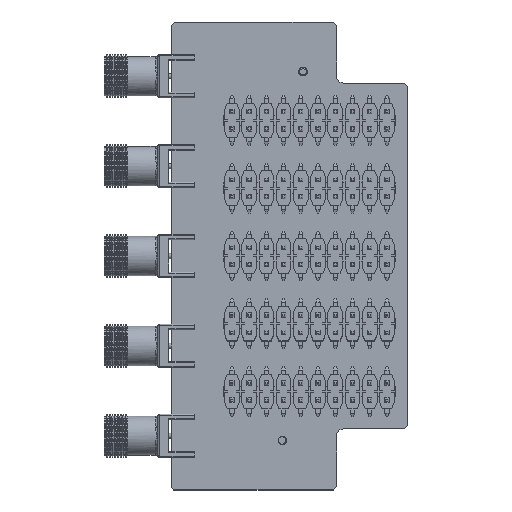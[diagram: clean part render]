
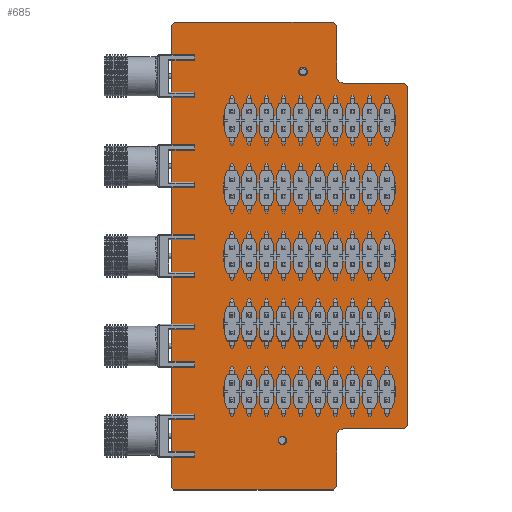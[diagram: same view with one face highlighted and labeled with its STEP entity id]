
A CAD part, top view. The second image highlights one B-rep face of the part: STEP entity #685.
In plain terms, the highlighted planar face has unit normal (0, 0, 1).
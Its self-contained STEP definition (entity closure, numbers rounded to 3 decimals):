
#96 = VERTEX_POINT('',#97);
#97 = CARTESIAN_POINT('',(-18.4,-2.6,1.558));
#103 = EDGE_CURVE('',#96,#104,#106,.T.);
#104 = VERTEX_POINT('',#105);
#105 = CARTESIAN_POINT('',(-18.4,65.5,1.558));
#106 = LINE('',#107,#108);
#107 = CARTESIAN_POINT('',(-18.4,-2.6,1.558));
#108 = VECTOR('',#109,1.);
#109 = DIRECTION('',(0.,1.,0.));
#134 = EDGE_CURVE('',#104,#135,#137,.T.);
#135 = VERTEX_POINT('',#136);
#136 = CARTESIAN_POINT('',(-17.9,66.,1.558));
#137 = LINE('',#138,#139);
#138 = CARTESIAN_POINT('',(-18.4,65.5,1.558));
#139 = VECTOR('',#140,1.);
#140 = DIRECTION('',(0.707,0.707,0.));
#165 = EDGE_CURVE('',#135,#166,#168,.T.);
#166 = VERTEX_POINT('',#167);
#167 = CARTESIAN_POINT('',(5.5,66.,1.558));
#168 = LINE('',#169,#170);
#169 = CARTESIAN_POINT('',(-17.9,66.,1.558));
#170 = VECTOR('',#171,1.);
#171 = DIRECTION('',(1.,0.,0.));
#196 = EDGE_CURVE('',#166,#197,#199,.T.);
#197 = VERTEX_POINT('',#198);
#198 = CARTESIAN_POINT('',(6.,65.5,1.558));
#199 = LINE('',#200,#201);
#200 = CARTESIAN_POINT('',(5.5,66.,1.558));
#201 = VECTOR('',#202,1.);
#202 = DIRECTION('',(0.707,-0.707,0.));
#227 = EDGE_CURVE('',#197,#228,#230,.T.);
#228 = VERTEX_POINT('',#229);
#229 = CARTESIAN_POINT('',(6.,58.,1.558));
#230 = LINE('',#231,#232);
#231 = CARTESIAN_POINT('',(6.,65.5,1.558));
#232 = VECTOR('',#233,1.);
#233 = DIRECTION('',(0.,-1.,0.));
#258 = EDGE_CURVE('',#228,#259,#261,.T.);
#259 = VERTEX_POINT('',#260);
#260 = CARTESIAN_POINT('',(7.,57.,1.558));
#261 = CIRCLE('',#262,1.);
#262 = AXIS2_PLACEMENT_3D('',#263,#264,#265);
#263 = CARTESIAN_POINT('',(7.,58.,1.558));
#264 = DIRECTION('',(0.,0.,1.));
#265 = DIRECTION('',(-1.,0.,0.));
#291 = EDGE_CURVE('',#259,#292,#294,.T.);
#292 = VERTEX_POINT('',#293);
#293 = CARTESIAN_POINT('',(16.,57.,1.558));
#294 = LINE('',#295,#296);
#295 = CARTESIAN_POINT('',(7.,57.,1.558));
#296 = VECTOR('',#297,1.);
#297 = DIRECTION('',(1.,0.,0.));
#322 = EDGE_CURVE('',#292,#323,#325,.T.);
#323 = VERTEX_POINT('',#324);
#324 = CARTESIAN_POINT('',(16.5,56.5,1.558));
#325 = LINE('',#326,#327);
#326 = CARTESIAN_POINT('',(16.,57.,1.558));
#327 = VECTOR('',#328,1.);
#328 = DIRECTION('',(0.707,-0.707,0.));
#353 = EDGE_CURVE('',#323,#354,#356,.T.);
#354 = VERTEX_POINT('',#355);
#355 = CARTESIAN_POINT('',(16.5,6.5,1.558));
#356 = LINE('',#357,#358);
#357 = CARTESIAN_POINT('',(16.5,56.5,1.558));
#358 = VECTOR('',#359,1.);
#359 = DIRECTION('',(0.,-1.,0.));
#384 = EDGE_CURVE('',#354,#385,#387,.T.);
#385 = VERTEX_POINT('',#386);
#386 = CARTESIAN_POINT('',(16.,6.,1.558));
#387 = LINE('',#388,#389);
#388 = CARTESIAN_POINT('',(16.5,6.5,1.558));
#389 = VECTOR('',#390,1.);
#390 = DIRECTION('',(-0.707,-0.707,0.));
#415 = EDGE_CURVE('',#385,#416,#418,.T.);
#416 = VERTEX_POINT('',#417);
#417 = CARTESIAN_POINT('',(7.,6.,1.558));
#418 = LINE('',#419,#420);
#419 = CARTESIAN_POINT('',(16.,6.,1.558));
#420 = VECTOR('',#421,1.);
#421 = DIRECTION('',(-1.,0.,0.));
#446 = EDGE_CURVE('',#416,#447,#449,.T.);
#447 = VERTEX_POINT('',#448);
#448 = CARTESIAN_POINT('',(6.,5.,1.558));
#449 = CIRCLE('',#450,1.);
#450 = AXIS2_PLACEMENT_3D('',#451,#452,#453);
#451 = CARTESIAN_POINT('',(7.,5.,1.558));
#452 = DIRECTION('',(0.,0.,1.));
#453 = DIRECTION('',(0.,1.,0.));
#479 = EDGE_CURVE('',#447,#480,#482,.T.);
#480 = VERTEX_POINT('',#481);
#481 = CARTESIAN_POINT('',(6.,-2.5,1.558));
#482 = LINE('',#483,#484);
#483 = CARTESIAN_POINT('',(6.,5.,1.558));
#484 = VECTOR('',#485,1.);
#485 = DIRECTION('',(0.,-1.,0.));
#510 = EDGE_CURVE('',#480,#511,#513,.T.);
#511 = VERTEX_POINT('',#512);
#512 = CARTESIAN_POINT('',(5.5,-3.,1.558));
#513 = LINE('',#514,#515);
#514 = CARTESIAN_POINT('',(6.,-2.5,1.558));
#515 = VECTOR('',#516,1.);
#516 = DIRECTION('',(-0.707,-0.707,0.));
#541 = EDGE_CURVE('',#511,#542,#544,.T.);
#542 = VERTEX_POINT('',#543);
#543 = CARTESIAN_POINT('',(-18.,-3.,1.558));
#544 = LINE('',#545,#546);
#545 = CARTESIAN_POINT('',(5.5,-3.,1.558));
#546 = VECTOR('',#547,1.);
#547 = DIRECTION('',(-1.,0.,0.));
#572 = EDGE_CURVE('',#542,#96,#573,.T.);
#573 = LINE('',#574,#575);
#574 = CARTESIAN_POINT('',(-18.,-3.,1.558));
#575 = VECTOR('',#576,1.);
#576 = DIRECTION('',(-0.707,0.707,0.));
#596 = VERTEX_POINT('',#597);
#597 = CARTESIAN_POINT('',(-1.365,4.31,1.558));
#603 = EDGE_CURVE('',#596,#596,#604,.T.);
#604 = CIRCLE('',#605,0.635);
#605 = AXIS2_PLACEMENT_3D('',#606,#607,#608);
#606 = CARTESIAN_POINT('',(-2.,4.31,1.558));
#607 = DIRECTION('',(0.,0.,1.));
#608 = DIRECTION('',(1.,0.,0.));
#629 = VERTEX_POINT('',#630);
#630 = CARTESIAN_POINT('',(1.685,58.69,1.558));
#636 = EDGE_CURVE('',#629,#629,#637,.T.);
#637 = CIRCLE('',#638,0.635);
#638 = AXIS2_PLACEMENT_3D('',#639,#640,#641);
#639 = CARTESIAN_POINT('',(1.05,58.69,1.558));
#640 = DIRECTION('',(0.,0.,1.));
#641 = DIRECTION('',(1.,0.,0.));
#685 = ADVANCED_FACE('',(#686,#704,#707),#710,.T.);
#686 = FACE_BOUND('',#687,.F.);
#687 = EDGE_LOOP('',(#688,#689,#690,#691,#692,#693,#694,#695,#696,#697,
    #698,#699,#700,#701,#702,#703));
#688 = ORIENTED_EDGE('',*,*,#103,.T.);
#689 = ORIENTED_EDGE('',*,*,#134,.T.);
#690 = ORIENTED_EDGE('',*,*,#165,.T.);
#691 = ORIENTED_EDGE('',*,*,#196,.T.);
#692 = ORIENTED_EDGE('',*,*,#227,.T.);
#693 = ORIENTED_EDGE('',*,*,#258,.T.);
#694 = ORIENTED_EDGE('',*,*,#291,.T.);
#695 = ORIENTED_EDGE('',*,*,#322,.T.);
#696 = ORIENTED_EDGE('',*,*,#353,.T.);
#697 = ORIENTED_EDGE('',*,*,#384,.T.);
#698 = ORIENTED_EDGE('',*,*,#415,.T.);
#699 = ORIENTED_EDGE('',*,*,#446,.T.);
#700 = ORIENTED_EDGE('',*,*,#479,.T.);
#701 = ORIENTED_EDGE('',*,*,#510,.T.);
#702 = ORIENTED_EDGE('',*,*,#541,.T.);
#703 = ORIENTED_EDGE('',*,*,#572,.T.);
#704 = FACE_BOUND('',#705,.T.);
#705 = EDGE_LOOP('',(#706));
#706 = ORIENTED_EDGE('',*,*,#603,.F.);
#707 = FACE_BOUND('',#708,.T.);
#708 = EDGE_LOOP('',(#709));
#709 = ORIENTED_EDGE('',*,*,#636,.F.);
#710 = PLANE('',#711);
#711 = AXIS2_PLACEMENT_3D('',#712,#713,#714);
#712 = CARTESIAN_POINT('',(-18.4,-2.6,1.558));
#713 = DIRECTION('',(0.,0.,1.));
#714 = DIRECTION('',(1.,0.,0.));
